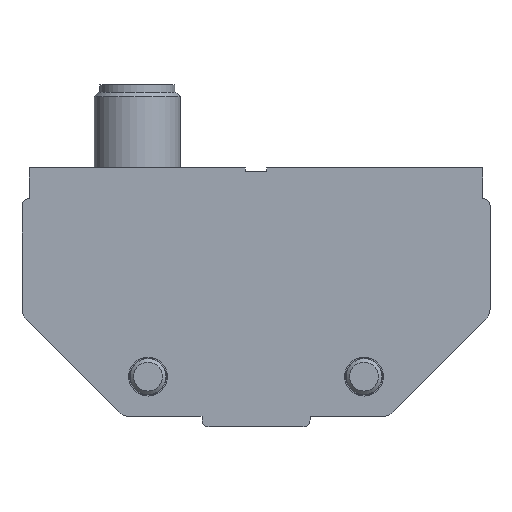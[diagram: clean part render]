
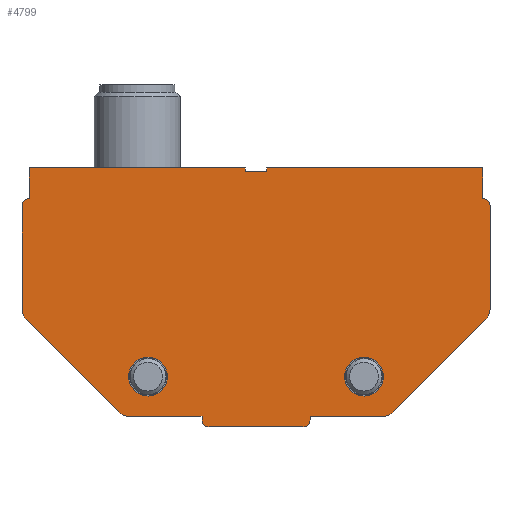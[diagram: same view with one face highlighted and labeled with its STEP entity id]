
A CAD part, front view. The second image highlights one B-rep face of the part: STEP entity #4799.
In plain terms, the highlighted planar face has unit normal (0, -1, 0).
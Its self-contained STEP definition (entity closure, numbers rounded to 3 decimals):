
#60=PLANE('',#5042);
#195=CIRCLE('',#5009,134.);
#197=CIRCLE('',#5011,134.);
#199=CIRCLE('',#5013,134.);
#201=CIRCLE('',#5016,2.7);
#203=CIRCLE('',#5019,2.7);
#211=CIRCLE('',#5033,1.);
#212=CIRCLE('',#5035,1.);
#215=CIRCLE('',#5043,2.);
#216=CIRCLE('',#5044,2.);
#217=CIRCLE('',#5045,1.);
#218=CIRCLE('',#5046,1.);
#219=CIRCLE('',#5047,2.);
#220=CIRCLE('',#5048,2.);
#429=ORIENTED_EDGE('',*,*,#1360,.F.);
#430=ORIENTED_EDGE('',*,*,#1424,.T.);
#431=ORIENTED_EDGE('',*,*,#1425,.T.);
#432=ORIENTED_EDGE('',*,*,#1426,.F.);
#433=ORIENTED_EDGE('',*,*,#1370,.F.);
#434=ORIENTED_EDGE('',*,*,#1427,.T.);
#435=ORIENTED_EDGE('',*,*,#1428,.T.);
#436=ORIENTED_EDGE('',*,*,#1429,.F.);
#437=ORIENTED_EDGE('',*,*,#1364,.F.);
#438=ORIENTED_EDGE('',*,*,#1410,.F.);
#439=ORIENTED_EDGE('',*,*,#1421,.F.);
#440=ORIENTED_EDGE('',*,*,#1430,.F.);
#441=ORIENTED_EDGE('',*,*,#1431,.F.);
#442=ORIENTED_EDGE('',*,*,#1432,.F.);
#443=ORIENTED_EDGE('',*,*,#1433,.F.);
#444=ORIENTED_EDGE('',*,*,#1394,.F.);
#445=ORIENTED_EDGE('',*,*,#1434,.F.);
#446=ORIENTED_EDGE('',*,*,#1435,.F.);
#447=ORIENTED_EDGE('',*,*,#1436,.F.);
#448=ORIENTED_EDGE('',*,*,#1380,.F.);
#449=ORIENTED_EDGE('',*,*,#1437,.F.);
#450=ORIENTED_EDGE('',*,*,#1438,.F.);
#451=ORIENTED_EDGE('',*,*,#1439,.F.);
#452=ORIENTED_EDGE('',*,*,#1440,.F.);
#453=ORIENTED_EDGE('',*,*,#1414,.F.);
#454=ORIENTED_EDGE('',*,*,#1412,.F.);
#455=ORIENTED_EDGE('',*,*,#1377,.T.);
#456=ORIENTED_EDGE('',*,*,#1375,.T.);
#1360=EDGE_CURVE('',#1867,#1869,#195,.T.);
#1364=EDGE_CURVE('',#1872,#1873,#197,.T.);
#1370=EDGE_CURVE('',#1878,#1879,#199,.T.);
#1375=EDGE_CURVE('',#1883,#1883,#201,.T.);
#1377=EDGE_CURVE('',#1885,#1885,#203,.T.);
#1380=EDGE_CURVE('',#1887,#1889,#2217,.T.);
#1394=EDGE_CURVE('',#1902,#1896,#2231,.T.);
#1410=EDGE_CURVE('',#1913,#1872,#211,.T.);
#1412=EDGE_CURVE('',#1869,#1914,#212,.T.);
#1414=EDGE_CURVE('',#1914,#1915,#2243,.T.);
#1421=EDGE_CURVE('',#1919,#1913,#2248,.T.);
#1424=EDGE_CURVE('',#1867,#1921,#2251,.T.);
#1425=EDGE_CURVE('',#1921,#1922,#2252,.T.);
#1426=EDGE_CURVE('',#1879,#1922,#2253,.T.);
#1427=EDGE_CURVE('',#1878,#1923,#2254,.T.);
#1428=EDGE_CURVE('',#1923,#1924,#2255,.T.);
#1429=EDGE_CURVE('',#1873,#1924,#2256,.T.);
#1430=EDGE_CURVE('',#1925,#1919,#215,.T.);
#1431=EDGE_CURVE('',#1926,#1925,#2257,.T.);
#1432=EDGE_CURVE('',#1927,#1926,#216,.T.);
#1433=EDGE_CURVE('',#1896,#1927,#2258,.T.);
#1434=EDGE_CURVE('',#1928,#1902,#217,.T.);
#1435=EDGE_CURVE('',#1929,#1928,#2259,.T.);
#1436=EDGE_CURVE('',#1889,#1929,#218,.T.);
#1437=EDGE_CURVE('',#1930,#1887,#2260,.T.);
#1438=EDGE_CURVE('',#1931,#1930,#219,.T.);
#1439=EDGE_CURVE('',#1932,#1931,#2261,.T.);
#1440=EDGE_CURVE('',#1915,#1932,#220,.T.);
#1867=VERTEX_POINT('',#6450);
#1869=VERTEX_POINT('',#6453);
#1872=VERTEX_POINT('',#6459);
#1873=VERTEX_POINT('',#6461);
#1878=VERTEX_POINT('',#6479);
#1879=VERTEX_POINT('',#6481);
#1883=VERTEX_POINT('',#6499);
#1885=VERTEX_POINT('',#6504);
#1887=VERTEX_POINT('',#6509);
#1889=VERTEX_POINT('',#6512);
#1896=VERTEX_POINT('',#6527);
#1902=VERTEX_POINT('',#6539);
#1913=VERTEX_POINT('',#6571);
#1914=VERTEX_POINT('',#6575);
#1915=VERTEX_POINT('',#6579);
#1919=VERTEX_POINT('',#6593);
#1921=VERTEX_POINT('',#6599);
#1922=VERTEX_POINT('',#6601);
#1923=VERTEX_POINT('',#6604);
#1924=VERTEX_POINT('',#6606);
#1925=VERTEX_POINT('',#6609);
#1926=VERTEX_POINT('',#6611);
#1927=VERTEX_POINT('',#6613);
#1928=VERTEX_POINT('',#6616);
#1929=VERTEX_POINT('',#6618);
#1930=VERTEX_POINT('',#6621);
#1931=VERTEX_POINT('',#6623);
#1932=VERTEX_POINT('',#6625);
#2217=LINE('',#6511,#2565);
#2231=LINE('',#6540,#2579);
#2243=LINE('',#6578,#2591);
#2248=LINE('',#6592,#2596);
#2251=LINE('',#6598,#2599);
#2252=LINE('',#6600,#2600);
#2253=LINE('',#6602,#2601);
#2254=LINE('',#6603,#2602);
#2255=LINE('',#6605,#2603);
#2256=LINE('',#6607,#2604);
#2257=LINE('',#6610,#2605);
#2258=LINE('',#6614,#2606);
#2259=LINE('',#6617,#2607);
#2260=LINE('',#6620,#2608);
#2261=LINE('',#6624,#2609);
#2565=VECTOR('',#5408,1000.);
#2579=VECTOR('',#5424,1000.);
#2591=VECTOR('',#5464,1000.);
#2596=VECTOR('',#5479,1000.);
#2599=VECTOR('',#5484,1000.);
#2600=VECTOR('',#5485,1000.);
#2601=VECTOR('',#5486,1000.);
#2602=VECTOR('',#5487,1000.);
#2603=VECTOR('',#5488,1000.);
#2604=VECTOR('',#5489,1000.);
#2605=VECTOR('',#5492,1000.);
#2606=VECTOR('',#5495,1000.);
#2607=VECTOR('',#5498,1000.);
#2608=VECTOR('',#5501,1000.);
#2609=VECTOR('',#5504,1000.);
#2922=EDGE_LOOP('',(#429,#430,#431,#432,#433,#434,#435,#436,#437,#438,#439,
#440,#441,#442,#443,#444,#445,#446,#447,#448,#449,#450,#451,#452,#453,#454));
#2923=EDGE_LOOP('',(#455));
#2924=EDGE_LOOP('',(#456));
#3180=FACE_BOUND('',#2922,.T.);
#3181=FACE_BOUND('',#2923,.T.);
#3182=FACE_BOUND('',#2924,.T.);
#4799=ADVANCED_FACE('',(#3180,#3181,#3182),#60,.F.);
#5009=AXIS2_PLACEMENT_3D('',#6452,#5376,#5377);
#5011=AXIS2_PLACEMENT_3D('',#6460,#5382,#5383);
#5013=AXIS2_PLACEMENT_3D('',#6480,#5388,#5389);
#5016=AXIS2_PLACEMENT_3D('',#6498,#5395,#5396);
#5019=AXIS2_PLACEMENT_3D('',#6503,#5401,#5402);
#5033=AXIS2_PLACEMENT_3D('',#6570,#5454,#5455);
#5035=AXIS2_PLACEMENT_3D('',#6574,#5459,#5460);
#5042=AXIS2_PLACEMENT_3D('',#6597,#5482,#5483);
#5043=AXIS2_PLACEMENT_3D('',#6608,#5490,#5491);
#5044=AXIS2_PLACEMENT_3D('',#6612,#5493,#5494);
#5045=AXIS2_PLACEMENT_3D('',#6615,#5496,#5497);
#5046=AXIS2_PLACEMENT_3D('',#6619,#5499,#5500);
#5047=AXIS2_PLACEMENT_3D('',#6622,#5502,#5503);
#5048=AXIS2_PLACEMENT_3D('',#6626,#5505,#5506);
#5376=DIRECTION('',(0.,1.,0.));
#5377=DIRECTION('',(1.,0.,0.));
#5382=DIRECTION('',(0.,1.,0.));
#5383=DIRECTION('',(1.,0.,0.));
#5388=DIRECTION('',(0.,1.,0.));
#5389=DIRECTION('',(1.,0.,0.));
#5395=DIRECTION('',(0.,1.,0.));
#5396=DIRECTION('',(1.,0.,0.));
#5401=DIRECTION('',(0.,1.,0.));
#5402=DIRECTION('',(1.,0.,0.));
#5408=DIRECTION('',(1.,0.,0.));
#5424=DIRECTION('',(-1.,0.,0.));
#5454=DIRECTION('',(0.,1.,0.));
#5455=DIRECTION('',(1.,0.,0.));
#5459=DIRECTION('',(0.,1.,0.));
#5460=DIRECTION('',(1.,0.,0.));
#5464=DIRECTION('',(1.,0.,0.));
#5479=DIRECTION('',(-1.,0.,0.));
#5482=DIRECTION('',(0.,1.,0.));
#5483=DIRECTION('',(0.,0.,1.));
#5484=DIRECTION('',(-1.,0.,0.));
#5485=DIRECTION('',(0.,0.,-1.));
#5486=DIRECTION('',(-1.,0.,0.));
#5487=DIRECTION('',(-1.,0.,0.));
#5488=DIRECTION('',(0.,0.,-1.));
#5489=DIRECTION('',(-1.,0.,0.));
#5490=DIRECTION('',(0.,1.,0.));
#5491=DIRECTION('',(1.,0.,0.));
#5492=DIRECTION('',(-0.707,0.,-0.707));
#5493=DIRECTION('',(0.,1.,0.));
#5494=DIRECTION('',(1.,0.,0.));
#5495=DIRECTION('',(0.,0.,-1.));
#5496=DIRECTION('',(0.,1.,0.));
#5497=DIRECTION('',(1.,0.,0.));
#5498=DIRECTION('',(0.,0.,-1.));
#5499=DIRECTION('',(0.,1.,0.));
#5500=DIRECTION('',(1.,0.,0.));
#5501=DIRECTION('',(0.,0.,-1.));
#5502=DIRECTION('',(0.,1.,0.));
#5503=DIRECTION('',(1.,0.,0.));
#5504=DIRECTION('',(0.707,0.,-0.707));
#5505=DIRECTION('',(0.,1.,0.));
#5506=DIRECTION('',(1.,0.,0.));
#6450=CARTESIAN_POINT('',(4.255,0.,31.5));
#6452=CARTESIAN_POINT('',(134.5,0.,0.));
#6453=CARTESIAN_POINT('',(4.313,0.,31.737));
#6459=CARTESIAN_POINT('',(4.313,0.,-31.737));
#6460=CARTESIAN_POINT('',(134.5,0.,0.));
#6461=CARTESIAN_POINT('',(4.255,0.,-31.5));
#6479=CARTESIAN_POINT('',(0.508,0.,-1.5));
#6480=CARTESIAN_POINT('',(134.5,0.,0.));
#6481=CARTESIAN_POINT('',(0.508,0.,1.5));
#6498=CARTESIAN_POINT('',(29.,0.,15.));
#6499=CARTESIAN_POINT('',(31.7,0.,15.));
#6503=CARTESIAN_POINT('',(29.,0.,-15.));
#6504=CARTESIAN_POINT('',(31.7,0.,-15.));
#6509=CARTESIAN_POINT('',(34.5,0.,7.5));
#6511=CARTESIAN_POINT('',(4.5,0.,7.5));
#6512=CARTESIAN_POINT('',(35.,0.,7.5));
#6527=CARTESIAN_POINT('',(34.5,0.,-7.5));
#6539=CARTESIAN_POINT('',(35.,0.,-7.5));
#6540=CARTESIAN_POINT('',(35.,0.,-7.5));
#6570=CARTESIAN_POINT('',(5.284,0.,-31.5));
#6571=CARTESIAN_POINT('',(5.284,0.,-32.5));
#6574=CARTESIAN_POINT('',(5.284,0.,31.5));
#6575=CARTESIAN_POINT('',(5.284,0.,32.5));
#6578=CARTESIAN_POINT('',(5.284,0.,32.5));
#6579=CARTESIAN_POINT('',(19.672,0.,32.5));
#6592=CARTESIAN_POINT('',(18.822,0.,-32.5));
#6593=CARTESIAN_POINT('',(19.672,0.,-32.5));
#6597=CARTESIAN_POINT('',(5.284,0.,-31.5));
#6598=CARTESIAN_POINT('',(12.,0.,31.5));
#6599=CARTESIAN_POINT('',(0.,0.,31.5));
#6600=CARTESIAN_POINT('',(0.,0.,31.5));
#6601=CARTESIAN_POINT('',(0.,0.,1.5));
#6602=CARTESIAN_POINT('',(12.,0.,1.5));
#6603=CARTESIAN_POINT('',(12.,0.,-1.5));
#6604=CARTESIAN_POINT('',(0.,0.,-1.5));
#6605=CARTESIAN_POINT('',(0.,0.,-1.5));
#6606=CARTESIAN_POINT('',(0.,0.,-31.5));
#6607=CARTESIAN_POINT('',(12.,0.,-31.5));
#6608=CARTESIAN_POINT('',(19.672,0.,-30.5));
#6609=CARTESIAN_POINT('',(21.086,0.,-31.914));
#6610=CARTESIAN_POINT('',(33.914,0.,-19.086));
#6611=CARTESIAN_POINT('',(33.914,0.,-19.086));
#6612=CARTESIAN_POINT('',(32.5,0.,-17.672));
#6613=CARTESIAN_POINT('',(34.5,0.,-17.672));
#6614=CARTESIAN_POINT('',(34.5,0.,17.672));
#6615=CARTESIAN_POINT('',(35.,0.,-6.5));
#6616=CARTESIAN_POINT('',(36.,0.,-6.5));
#6617=CARTESIAN_POINT('',(36.,0.,6.5));
#6618=CARTESIAN_POINT('',(36.,0.,6.5));
#6619=CARTESIAN_POINT('',(35.,0.,6.5));
#6620=CARTESIAN_POINT('',(34.5,0.,17.672));
#6621=CARTESIAN_POINT('',(34.5,0.,17.672));
#6622=CARTESIAN_POINT('',(32.5,0.,17.672));
#6623=CARTESIAN_POINT('',(33.914,0.,19.086));
#6624=CARTESIAN_POINT('',(21.086,0.,31.914));
#6625=CARTESIAN_POINT('',(21.086,0.,31.914));
#6626=CARTESIAN_POINT('',(19.672,0.,30.5));
